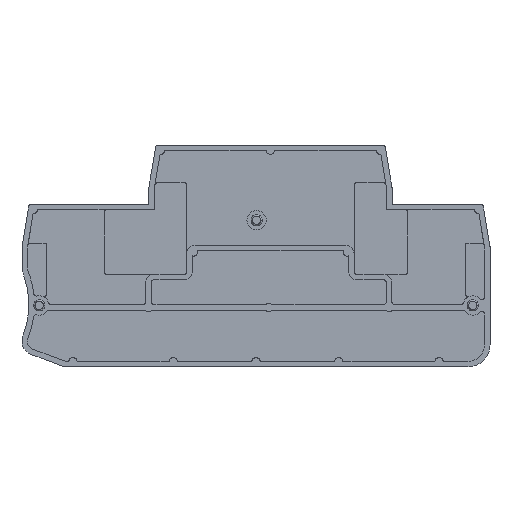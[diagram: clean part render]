
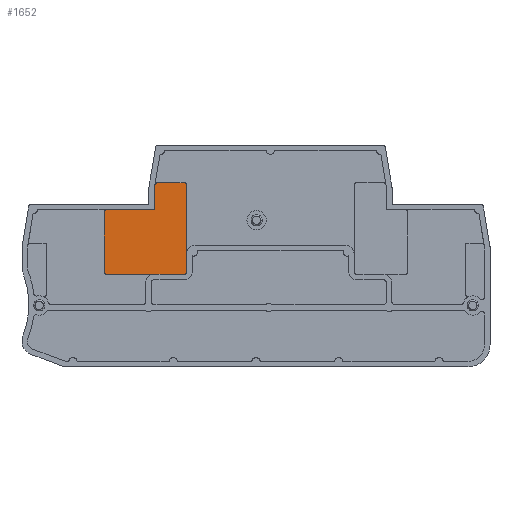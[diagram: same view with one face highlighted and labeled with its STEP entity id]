
A CAD part, top view. The second image highlights one B-rep face of the part: STEP entity #1652.
In plain terms, the highlighted planar face has unit normal (0, 0, 1).
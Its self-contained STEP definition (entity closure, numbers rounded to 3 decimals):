
#52 = VERTEX_POINT ( 'NONE', #830 ) ;
#77 = DIRECTION ( 'NONE',  ( 1., 0., 0. ) ) ;
#92 = FACE_OUTER_BOUND ( 'NONE', #2475, .T. ) ;
#255 = ORIENTED_EDGE ( 'NONE', *, *, #1690, .T. ) ;
#388 = EDGE_CURVE ( 'NONE', #2050, #1199, #6268, .T. ) ;
#468 = DIRECTION ( 'NONE',  ( 1., 0., 0. ) ) ;
#486 = EDGE_CURVE ( 'NONE', #1506, #52, #1187, .T. ) ;
#505 = AXIS2_PLACEMENT_3D ( 'NONE', #3743, #814, #856 ) ;
#587 = VERTEX_POINT ( 'NONE', #2246 ) ;
#658 = CARTESIAN_POINT ( 'NONE',  ( -0.165, -2529.161, 0.8 ) ) ;
#687 = EDGE_CURVE ( 'NONE', #2266, #2189, #2073, .T. ) ;
#814 = DIRECTION ( 'NONE',  ( 0., 0., 1. ) ) ;
#830 = CARTESIAN_POINT ( 'NONE',  ( 10360.985, -2540.772, 0.8 ) ) ;
#832 = CARTESIAN_POINT ( 'NONE',  ( 10370.15, -2524.242, 0.8 ) ) ;
#856 = DIRECTION ( 'NONE',  ( 1., 0., 0. ) ) ;
#862 = CARTESIAN_POINT ( 'NONE',  ( 10375.417, -2540.274, 0.8 ) ) ;
#913 = ORIENTED_EDGE ( 'NONE', *, *, #1639, .T. ) ;
#932 = CARTESIAN_POINT ( 'NONE',  ( 10375.417, 0.11, 0.8 ) ) ;
#999 = AXIS2_PLACEMENT_3D ( 'NONE', #5997, #5041, #4090 ) ;
#1142 = LINE ( 'NONE', #4444, #5298 ) ;
#1156 = ORIENTED_EDGE ( 'NONE', *, *, #2539, .T. ) ;
#1157 = ORIENTED_EDGE ( 'NONE', *, *, #5016, .F. ) ;
#1187 = CIRCLE ( 'NONE', #999, 0.498 ) ;
#1198 = EDGE_CURVE ( 'NONE', #5070, #5317, #2993, .T. ) ;
#1199 = VERTEX_POINT ( 'NONE', #3869 ) ;
#1222 = ORIENTED_EDGE ( 'NONE', *, *, #4696, .T. ) ;
#1391 = VECTOR ( 'NONE', #2411, 1000. ) ;
#1506 = VERTEX_POINT ( 'NONE', #2051 ) ;
#1554 = DIRECTION ( 'NONE',  ( 0., -1., 0. ) ) ;
#1625 = AXIS2_PLACEMENT_3D ( 'NONE', #1871, #2863, #5265 ) ;
#1639 = EDGE_CURVE ( 'NONE', #5317, #1781, #5093, .T. ) ;
#1652 = ADVANCED_FACE ( 'NONE', ( #92 ), #6066, .T. ) ;
#1690 = EDGE_CURVE ( 'NONE', #2050, #4101, #2834, .T. ) ;
#1781 = VERTEX_POINT ( 'NONE', #832 ) ;
#1871 = CARTESIAN_POINT ( 'NONE',  ( 10370.15, -2524.739, 0.8 ) ) ;
#1942 = AXIS2_PLACEMENT_3D ( 'NONE', #6109, #3534, #4948 ) ;
#2050 = VERTEX_POINT ( 'NONE', #6136 ) ;
#2051 = CARTESIAN_POINT ( 'NONE',  ( 10360.487, -2540.274, 0.8 ) ) ;
#2073 = LINE ( 'NONE', #3455, #1391 ) ;
#2189 = VERTEX_POINT ( 'NONE', #5500 ) ;
#2236 = CARTESIAN_POINT ( 'NONE',  ( 10375.417, -2524.739, 0.8 ) ) ;
#2246 = CARTESIAN_POINT ( 'NONE',  ( 10374.919, -2540.772, 0.8 ) ) ;
#2266 = VERTEX_POINT ( 'NONE', #3033 ) ;
#2352 = CARTESIAN_POINT ( 'NONE',  ( 10374.919, -2524.242, 0.8 ) ) ;
#2396 = VECTOR ( 'NONE', #4298, 1000. ) ;
#2411 = DIRECTION ( 'NONE',  ( -0.166, -0.986, 0. ) ) ;
#2475 = EDGE_LOOP ( 'NONE', ( #1222, #3025, #1156, #4174, #255, #4638, #4827, #3952, #5442, #1157, #3522, #913 ) ) ;
#2479 = LINE ( 'NONE', #5545, #3105 ) ;
#2539 = EDGE_CURVE ( 'NONE', #2189, #1199, #1142, .T. ) ;
#2834 = CIRCLE ( 'NONE', #505, 0.498 ) ;
#2863 = DIRECTION ( 'NONE',  ( 0., 0., 1. ) ) ;
#2993 = CIRCLE ( 'NONE', #3111, 0.498 ) ;
#3025 = ORIENTED_EDGE ( 'NONE', *, *, #687, .T. ) ;
#3033 = CARTESIAN_POINT ( 'NONE',  ( 10369.66, -2524.657, 0.8 ) ) ;
#3079 = VECTOR ( 'NONE', #77, 1000. ) ;
#3105 = VECTOR ( 'NONE', #4531, 1000. ) ;
#3111 = AXIS2_PLACEMENT_3D ( 'NONE', #4749, #4333, #468 ) ;
#3202 = DIRECTION ( 'NONE',  ( 0., 0., 1. ) ) ;
#3416 = VECTOR ( 'NONE', #4799, 1000. ) ;
#3455 = CARTESIAN_POINT ( 'NONE',  ( 10369.66, -2524.657, 0.8 ) ) ;
#3522 = ORIENTED_EDGE ( 'NONE', *, *, #1198, .T. ) ;
#3534 = DIRECTION ( 'NONE',  ( 0., 0., 1. ) ) ;
#3743 = CARTESIAN_POINT ( 'NONE',  ( 10360.985, -2529.658, 0.8 ) ) ;
#3869 = CARTESIAN_POINT ( 'NONE',  ( 10369.575, -2529.161, 0.8 ) ) ;
#3952 = ORIENTED_EDGE ( 'NONE', *, *, #4790, .F. ) ;
#4080 = DIRECTION ( 'NONE',  ( 1., 0., 0. ) ) ;
#4090 = DIRECTION ( 'NONE',  ( 1., 0., 0. ) ) ;
#4101 = VERTEX_POINT ( 'NONE', #5276 ) ;
#4165 = CARTESIAN_POINT ( 'NONE',  ( 10360.985, -2524.242, 0.8 ) ) ;
#4174 = ORIENTED_EDGE ( 'NONE', *, *, #388, .F. ) ;
#4222 = CIRCLE ( 'NONE', #1625, 0.498 ) ;
#4298 = DIRECTION ( 'NONE',  ( 0., -1., 0. ) ) ;
#4333 = DIRECTION ( 'NONE',  ( 0., 0., 1. ) ) ;
#4444 = CARTESIAN_POINT ( 'NONE',  ( 10369.575, 0.11, 0.8 ) ) ;
#4493 = VECTOR ( 'NONE', #5130, 1000. ) ;
#4531 = DIRECTION ( 'NONE',  ( -1., 0., 0. ) ) ;
#4638 = ORIENTED_EDGE ( 'NONE', *, *, #5327, .T. ) ;
#4696 = EDGE_CURVE ( 'NONE', #1781, #2266, #4222, .T. ) ;
#4749 = CARTESIAN_POINT ( 'NONE',  ( 10374.919, -2524.739, 0.8 ) ) ;
#4790 = EDGE_CURVE ( 'NONE', #587, #52, #2479, .T. ) ;
#4799 = DIRECTION ( 'NONE',  ( 0., -1., 0. ) ) ;
#4827 = ORIENTED_EDGE ( 'NONE', *, *, #486, .T. ) ;
#4948 = DIRECTION ( 'NONE',  ( 1., 0., 0. ) ) ;
#5016 = EDGE_CURVE ( 'NONE', #5070, #5817, #5142, .T. ) ;
#5041 = DIRECTION ( 'NONE',  ( 0., 0., 1. ) ) ;
#5070 = VERTEX_POINT ( 'NONE', #2236 ) ;
#5093 = LINE ( 'NONE', #4165, #4493 ) ;
#5130 = DIRECTION ( 'NONE',  ( -1., 0., 0. ) ) ;
#5142 = LINE ( 'NONE', #932, #2396 ) ;
#5265 = DIRECTION ( 'NONE',  ( 1., 0., 0. ) ) ;
#5276 = CARTESIAN_POINT ( 'NONE',  ( 10360.487, -2529.658, 0.8 ) ) ;
#5298 = VECTOR ( 'NONE', #1554, 1000. ) ;
#5317 = VERTEX_POINT ( 'NONE', #2352 ) ;
#5327 = EDGE_CURVE ( 'NONE', #4101, #1506, #5991, .T. ) ;
#5367 = CIRCLE ( 'NONE', #1942, 0.498 ) ;
#5442 = ORIENTED_EDGE ( 'NONE', *, *, #6126, .T. ) ;
#5500 = CARTESIAN_POINT ( 'NONE',  ( 10369.575, -2525.157, 0.8 ) ) ;
#5545 = CARTESIAN_POINT ( 'NONE',  ( 0., -2540.772, 0.8 ) ) ;
#5700 = AXIS2_PLACEMENT_3D ( 'NONE', #6113, #3202, #4080 ) ;
#5768 = CARTESIAN_POINT ( 'NONE',  ( 10360.487, -2529.548, 0.8 ) ) ;
#5817 = VERTEX_POINT ( 'NONE', #862 ) ;
#5991 = LINE ( 'NONE', #5768, #3416 ) ;
#5997 = CARTESIAN_POINT ( 'NONE',  ( 10360.985, -2540.274, 0.8 ) ) ;
#6066 = PLANE ( 'NONE',  #5700 ) ;
#6109 = CARTESIAN_POINT ( 'NONE',  ( 10374.919, -2540.274, 0.8 ) ) ;
#6113 = CARTESIAN_POINT ( 'NONE',  ( 10360.985, -2529.548, 0.8 ) ) ;
#6126 = EDGE_CURVE ( 'NONE', #587, #5817, #5367, .T. ) ;
#6136 = CARTESIAN_POINT ( 'NONE',  ( 10360.985, -2529.161, 0.8 ) ) ;
#6268 = LINE ( 'NONE', #658, #3079 ) ;
